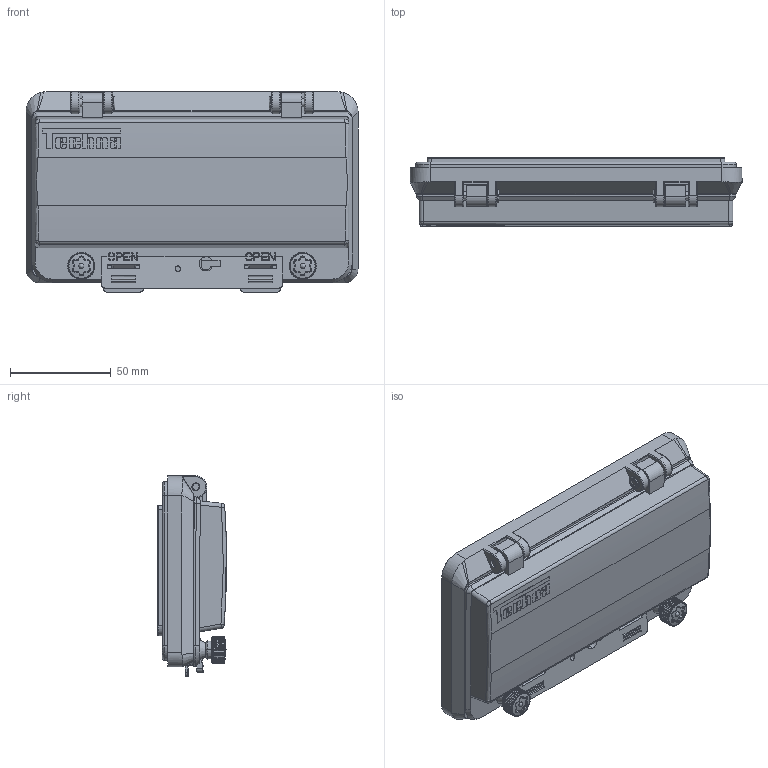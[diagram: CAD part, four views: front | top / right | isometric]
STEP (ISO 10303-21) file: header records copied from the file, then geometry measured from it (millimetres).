
FILE_DESCRIPTION (( 'STEP AP214' ), '1' );
FILE_NAME ('WINtec08.STEP', '2023-04-06T14:14:36', ( '' ), ( '' ), 'SwSTEP 2.0', 'SolidWorks 2023', '' );
FILE_SCHEMA (( 'AUTOMOTIVE_DESIGN' ));
Length unit declared in the file: millimetre
Products named in the file (6): WINtec08LUOSHUAN; WINtec08XIAODING; WINtec08; WINtec08JIAOTIAO-13A; WINtec0808-2; WINtec0808-1
Assembly tree (7 placements, depth 2):
  WINtec08
    WINtec0808-2
    WINtec0808-1
    WINtec08XIAODING  x2
    WINtec08LUOSHUAN  x2
    WINtec08JIAOTIAO-13A
Bounding box: 165 x 34.15 x 99.62 mm (x, y, z)
Volume: 113644.6 mm3; surface area: 103913 mm2
Topology: 7 solids, 7 shells, 1785 faces, 4655 edges, 2919 vertices
Faces by surface type: plane 635, bspline 456, cylinder 370, cone 324
Entity records: 55489 total; most frequent: CARTESIAN_POINT 24557, ORIENTED_EDGE 7352, DIRECTION 5076, EDGE_CURVE 3676, VERTEX_POINT 2338, LINE 1940, VECTOR 1940, AXIS2_PLACEMENT_3D 1568
